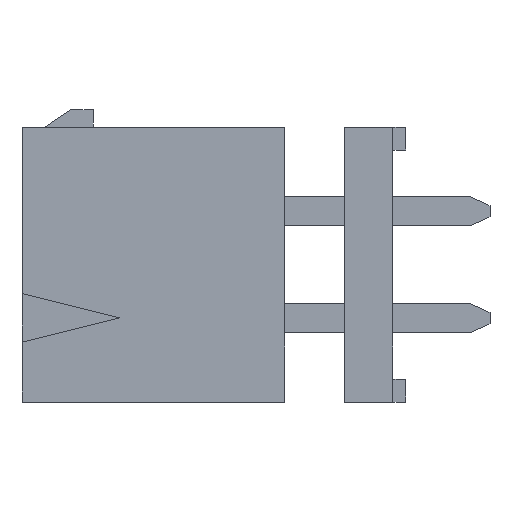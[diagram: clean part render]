
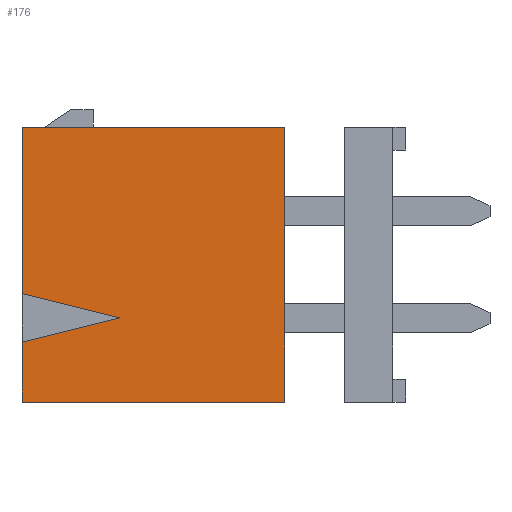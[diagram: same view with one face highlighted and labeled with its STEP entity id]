
A CAD part, left-side view. The second image highlights one B-rep face of the part: STEP entity #176.
In plain terms, the highlighted planar face has unit normal (-1, 0, 0).
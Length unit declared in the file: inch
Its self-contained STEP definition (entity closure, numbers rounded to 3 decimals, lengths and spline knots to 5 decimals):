
#54 = ORIENTED_EDGE ( 'NONE', *, *, #73, .F. ) ;
#73 = EDGE_CURVE ( 'NONE', #1230, #177, #2923, .T. ) ;
#74 = ORIENTED_EDGE ( 'NONE', *, *, #184, .F. ) ;
#75 = ORIENTED_EDGE ( 'NONE', *, *, #179, .T. ) ;
#170 = EDGE_LOOP ( 'NONE', ( #54, #178, #180, #75, #175, #183, #74 ) ) ;
#175 = ORIENTED_EDGE ( 'NONE', *, *, #976, .T. ) ;
#176 = ADVANCED_FACE ( 'NONE', ( #3047 ), #3104, .T. ) ;
#177 = VERTEX_POINT ( 'NONE', #3103 ) ;
#178 = ORIENTED_EDGE ( 'NONE', *, *, #1490, .F. ) ;
#179 = EDGE_CURVE ( 'NONE', #947, #975, #3093, .T. ) ;
#180 = ORIENTED_EDGE ( 'NONE', *, *, #944, .F. ) ;
#183 = ORIENTED_EDGE ( 'NONE', *, *, #1313, .F. ) ;
#184 = EDGE_CURVE ( 'NONE', #177, #1309, #3099, .T. ) ;
#944 = EDGE_CURVE ( 'NONE', #947, #1162, #4305, .T. ) ;
#947 = VERTEX_POINT ( 'NONE', #4300 ) ;
#975 = VERTEX_POINT ( 'NONE', #4363 ) ;
#976 = EDGE_CURVE ( 'NONE', #975, #977, #4414, .T. ) ;
#977 = VERTEX_POINT ( 'NONE', #4372 ) ;
#1162 = VERTEX_POINT ( 'NONE', #4759 ) ;
#1230 = VERTEX_POINT ( 'NONE', #4831 ) ;
#1309 = VERTEX_POINT ( 'NONE', #4878 ) ;
#1313 = EDGE_CURVE ( 'NONE', #1309, #977, #4930, .T. ) ;
#1490 = EDGE_CURVE ( 'NONE', #1162, #1230, #5287, .T. ) ;
#2918 = DIRECTION ( 'NONE',  ( 0., -0.97, 0.243 ) ) ;
#2919 = VECTOR ( 'NONE', #2918, 39.37008 ) ;
#2920 = CARTESIAN_POINT ( 'NONE',  ( -0.48875, 0.23, -0.082 ) ) ;
#2923 = LINE ( 'NONE', #2920, #2919 ) ;
#3023 = AXIS2_PLACEMENT_3D ( 'NONE', #3098, #3097, #3096 ) ;
#3047 = FACE_OUTER_BOUND ( 'NONE', #170, .T. ) ;
#3085 = DIRECTION ( 'NONE',  ( 0., 0.97, 0.243 ) ) ;
#3086 = VECTOR ( 'NONE', #3085, 39.37008 ) ;
#3087 = CARTESIAN_POINT ( 'NONE',  ( -0.48875, 0.38, -0.0445 ) ) ;
#3090 = DIRECTION ( 'NONE',  ( 0., 0., 1. ) ) ;
#3091 = VECTOR ( 'NONE', #3090, 39.37008 ) ;
#3092 = CARTESIAN_POINT ( 'NONE',  ( -0.48875, -0.025, -0.212 ) ) ;
#3093 = LINE ( 'NONE', #3092, #3091 ) ;
#3096 = DIRECTION ( 'NONE',  ( 0., 0., 1. ) ) ;
#3097 = DIRECTION ( 'NONE',  ( -1., 0., 0. ) ) ;
#3098 = CARTESIAN_POINT ( 'NONE',  ( -0.48875, -0.025, -0.212 ) ) ;
#3099 = LINE ( 'NONE', #3087, #3086 ) ;
#3103 = CARTESIAN_POINT ( 'NONE',  ( -0.48875, 0.23, -0.082 ) ) ;
#3104 = PLANE ( 'NONE',  #3023 ) ;
#4300 = CARTESIAN_POINT ( 'NONE',  ( -0.48875, -0.025, -0.212 ) ) ;
#4302 = DIRECTION ( 'NONE',  ( 0., 1., 0. ) ) ;
#4303 = VECTOR ( 'NONE', #4302, 39.37008 ) ;
#4304 = CARTESIAN_POINT ( 'NONE',  ( -0.48875, -0.025, -0.212 ) ) ;
#4305 = LINE ( 'NONE', #4304, #4303 ) ;
#4363 = CARTESIAN_POINT ( 'NONE',  ( -0.48875, -0.025, 0.212 ) ) ;
#4372 = CARTESIAN_POINT ( 'NONE',  ( -0.48875, 0.38, 0.212 ) ) ;
#4411 = DIRECTION ( 'NONE',  ( 0., 1., 0. ) ) ;
#4412 = VECTOR ( 'NONE', #4411, 39.37008 ) ;
#4413 = CARTESIAN_POINT ( 'NONE',  ( -0.48875, -0.025, 0.212 ) ) ;
#4414 = LINE ( 'NONE', #4413, #4412 ) ;
#4759 = CARTESIAN_POINT ( 'NONE',  ( -0.48875, 0.38, -0.212 ) ) ;
#4831 = CARTESIAN_POINT ( 'NONE',  ( -0.48875, 0.38, -0.1195 ) ) ;
#4878 = CARTESIAN_POINT ( 'NONE',  ( -0.48875, 0.38, -0.0445 ) ) ;
#4927 = DIRECTION ( 'NONE',  ( 0., 0., 1. ) ) ;
#4928 = VECTOR ( 'NONE', #4927, 39.37008 ) ;
#4929 = CARTESIAN_POINT ( 'NONE',  ( -0.48875, 0.38, -0.212 ) ) ;
#4930 = LINE ( 'NONE', #4929, #4928 ) ;
#5268 = DIRECTION ( 'NONE',  ( 0., 0., 1. ) ) ;
#5269 = VECTOR ( 'NONE', #5268, 39.37008 ) ;
#5270 = CARTESIAN_POINT ( 'NONE',  ( -0.48875, 0.38, -0.212 ) ) ;
#5287 = LINE ( 'NONE', #5270, #5269 ) ;
